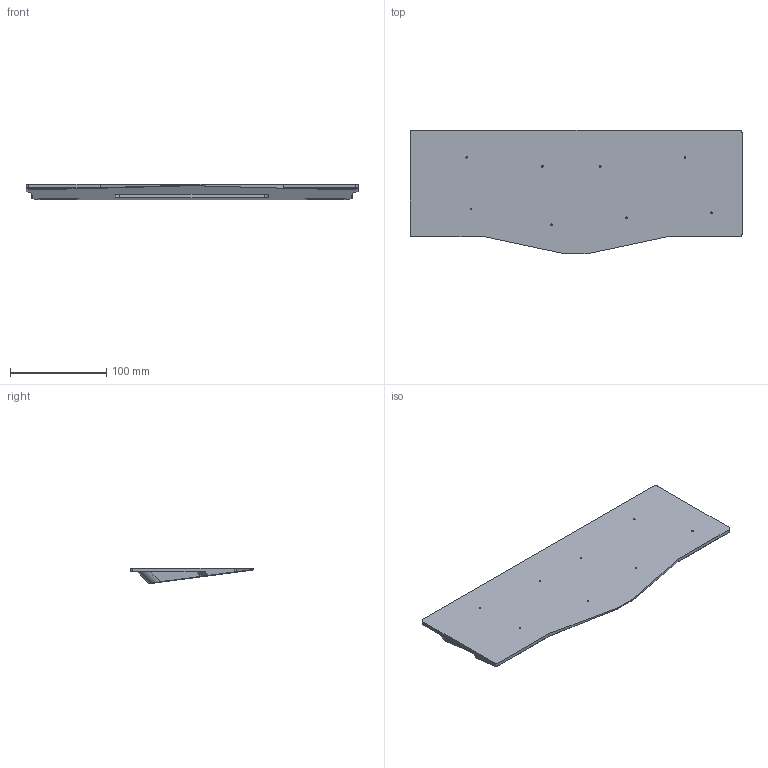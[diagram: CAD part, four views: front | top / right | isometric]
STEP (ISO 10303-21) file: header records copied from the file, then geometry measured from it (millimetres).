
FILE_DESCRIPTION(/* description */ (''),/* implementation_level */ '2;1');
FILE_NAME(/* name */ 'Bottom.step',/* time_stamp */ '2022-03-08T11:33:54+02:00',/* author */ (''),/* organization */ (''),/* preprocessor_version */ 'ST-DEVELOPER v18.1',/* originating_system */ 'Autodesk Translation Framework v10.13.0.1454',/* authorisation */ '');
FILE_SCHEMA (('AUTOMOTIVE_DESIGN { 1 0 10303 214 3 1 1 }'));
Length unit declared in the file: millimetre
Products named in the file (1): Bottom
Bounding box: 345 x 128.38 x 15.92 mm (x, y, z)
Volume: 338682.3 mm3; surface area: 88461 mm2
Topology: 1 solids, 1 shells, 115 faces, 286 edges, 178 vertices
Faces by surface type: plane 53, cylinder 30, cone 18, bspline 14
Full cylindrical faces by diameter (mm): 1.623 x8, 3.332 x2
Entity records: 3579 total; most frequent: CARTESIAN_POINT 906, ORIENTED_EDGE 552, DIRECTION 514, EDGE_CURVE 276, LINE 186, VECTOR 186, VERTEX_POINT 178, AXIS2_PLACEMENT_3D 164
